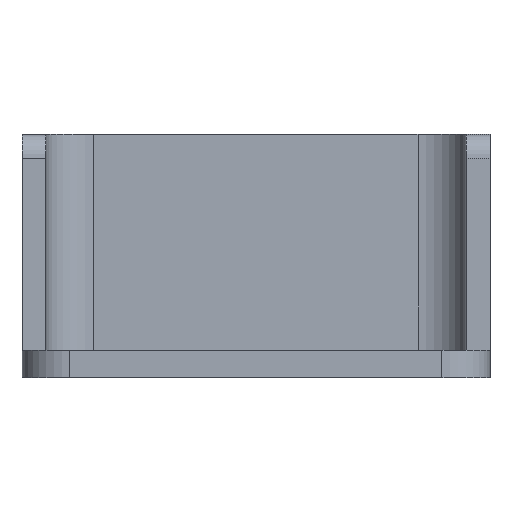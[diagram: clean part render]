
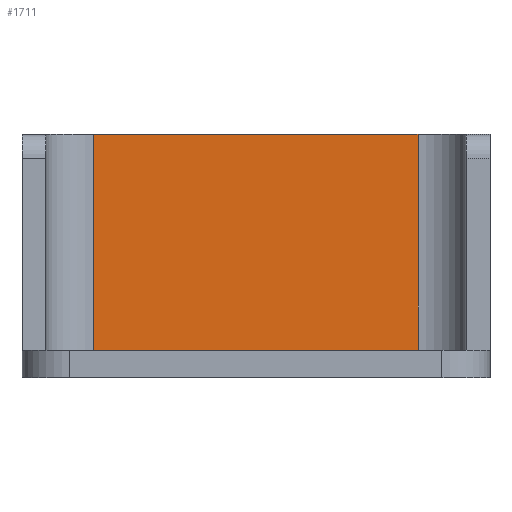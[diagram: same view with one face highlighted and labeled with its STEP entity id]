
A CAD part, front view. The second image highlights one B-rep face of the part: STEP entity #1711.
In plain terms, the highlighted planar face has unit normal (0, -1, 0).
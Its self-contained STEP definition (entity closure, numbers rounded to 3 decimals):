
#27=PLANE('',#1821);
#105=FACE_OUTER_BOUND('',#192,.T.);
#192=EDGE_LOOP('',(#1231,#1232,#1233,#1234,#1235,#1236,#1237));
#298=LINE('',#2436,#527);
#303=LINE('',#2446,#532);
#305=LINE('',#2450,#534);
#306=LINE('',#2452,#535);
#307=LINE('',#2454,#536);
#308=LINE('',#2455,#537);
#309=LINE('',#2456,#538);
#527=VECTOR('',#1971,10.);
#532=VECTOR('',#1980,1.);
#534=VECTOR('',#1984,1.);
#535=VECTOR('',#1985,10.);
#536=VECTOR('',#1986,1.);
#537=VECTOR('',#1987,10.);
#538=VECTOR('',#1988,10.);
#776=VERTEX_POINT('',#2412);
#782=VERTEX_POINT('',#2428);
#785=VERTEX_POINT('',#2434);
#788=VERTEX_POINT('',#2445);
#789=VERTEX_POINT('',#2449);
#790=VERTEX_POINT('',#2451);
#791=VERTEX_POINT('',#2453);
#959=EDGE_CURVE('',#785,#782,#298,.T.);
#964=EDGE_CURVE('',#782,#788,#303,.T.);
#966=EDGE_CURVE('',#789,#785,#305,.T.);
#967=EDGE_CURVE('',#790,#789,#306,.T.);
#968=EDGE_CURVE('',#791,#790,#307,.T.);
#969=EDGE_CURVE('',#776,#791,#308,.T.);
#970=EDGE_CURVE('',#776,#788,#309,.T.);
#1231=ORIENTED_EDGE('',*,*,#959,.F.);
#1232=ORIENTED_EDGE('',*,*,#966,.F.);
#1233=ORIENTED_EDGE('',*,*,#967,.F.);
#1234=ORIENTED_EDGE('',*,*,#968,.F.);
#1235=ORIENTED_EDGE('',*,*,#969,.F.);
#1236=ORIENTED_EDGE('',*,*,#970,.T.);
#1237=ORIENTED_EDGE('',*,*,#964,.F.);
#1711=ADVANCED_FACE('',(#105),#27,.F.);
#1821=AXIS2_PLACEMENT_3D('',#2448,#1982,#1983);
#1971=DIRECTION('',(0.,0.,1.));
#1980=DIRECTION('',(1.,0.,0.));
#1982=DIRECTION('center_axis',(0.,1.,0.));
#1983=DIRECTION('ref_axis',(-1.,0.,0.));
#1984=DIRECTION('',(-1.,0.,0.));
#1985=DIRECTION('',(0.,0.,1.));
#1986=DIRECTION('',(-1.,0.,0.));
#1987=DIRECTION('',(0.,0.,-1.));
#1988=DIRECTION('',(0.,0.,1.));
#2412=CARTESIAN_POINT('',(65.75,-83.5,25.25));
#2428=CARTESIAN_POINT('',(49.518,-83.5,25.25));
#2434=CARTESIAN_POINT('',(49.518,-83.5,25.25));
#2436=CARTESIAN_POINT('',(49.518,-83.5,17.304));
#2445=CARTESIAN_POINT('',(65.75,-83.5,25.25));
#2446=CARTESIAN_POINT('',(51.25,-83.5,25.25));
#2448=CARTESIAN_POINT('Origin',(58.5,-83.5,18.357));
#2449=CARTESIAN_POINT('',(52.242,-83.5,25.25));
#2450=CARTESIAN_POINT('',(54.123,-83.5,25.25));
#2451=CARTESIAN_POINT('',(52.242,-83.5,16.25));
#2452=CARTESIAN_POINT('',(52.242,-83.5,17.304));
#2453=CARTESIAN_POINT('',(65.75,-83.5,16.25));
#2454=CARTESIAN_POINT('',(57.614,-83.5,16.25));
#2455=CARTESIAN_POINT('',(65.75,-83.5,19.235));
#2456=CARTESIAN_POINT('',(65.75,-83.5,25.125));
